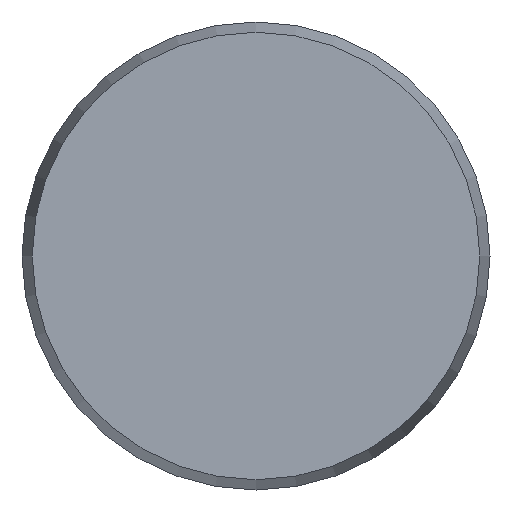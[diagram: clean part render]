
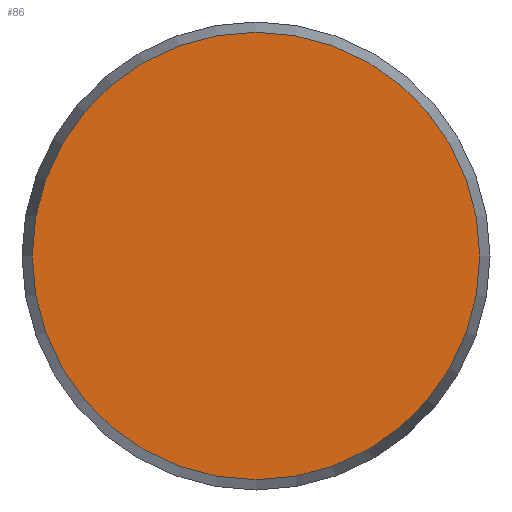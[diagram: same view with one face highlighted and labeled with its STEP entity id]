
A CAD part, front view. The second image highlights one B-rep face of the part: STEP entity #86.
In plain terms, the highlighted planar face has unit normal (0, -1, 0).
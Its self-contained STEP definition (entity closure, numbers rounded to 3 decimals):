
#86 = ADVANCED_FACE( '', ( #197 ), #198, .F. );
#197 = FACE_OUTER_BOUND( '', #338, .T. );
#198 = PLANE( '', #339 );
#338 = EDGE_LOOP( '', ( #550 ) );
#339 = AXIS2_PLACEMENT_3D( '', #551, #552, #553 );
#550 = ORIENTED_EDGE( '', *, *, #816, .T. );
#551 = CARTESIAN_POINT( '', ( 38.25, 0., 0. ) );
#552 = DIRECTION( '', ( 0., 1., 0. ) );
#553 = DIRECTION( '', ( 0., 0., 1. ) );
#816 = EDGE_CURVE( '', #957, #957, #958, .T. );
#957 = VERTEX_POINT( '', #1200 );
#958 = CIRCLE( '', #1201, 38.25 );
#1200 = CARTESIAN_POINT( '', ( 0., 0., -38.25 ) );
#1201 = AXIS2_PLACEMENT_3D( '', #1418, #1419, #1420 );
#1418 = CARTESIAN_POINT( '', ( 0., 0., 0. ) );
#1419 = DIRECTION( '', ( 0., -1., 0. ) );
#1420 = DIRECTION( '', ( 0., 0., -1. ) );
